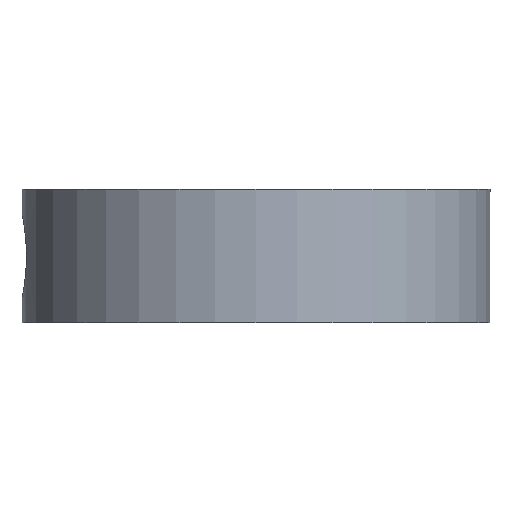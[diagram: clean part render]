
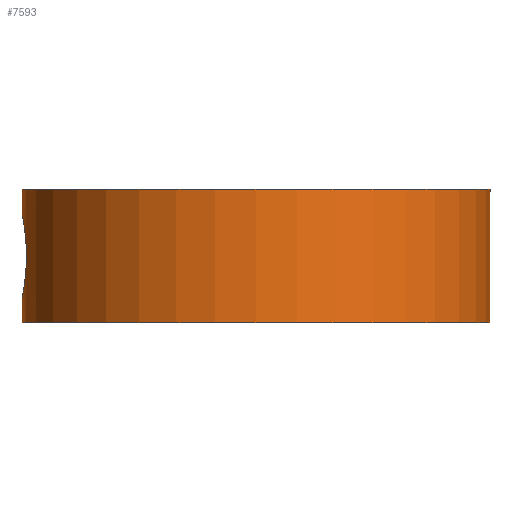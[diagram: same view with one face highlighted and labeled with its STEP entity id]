
A CAD part, left-side view. The second image highlights one B-rep face of the part: STEP entity #7593.
In plain terms, the highlighted cylindrical face has radius 8.75 mm (diameter 17.5 mm), a partial arc.
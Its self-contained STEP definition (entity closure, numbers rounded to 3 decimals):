
#123 = VERTEX_POINT ( 'NONE', #8617 ) ;
#225 = CARTESIAN_POINT ( 'NONE',  ( 0., 8.75, -2.5 ) ) ;
#408 = DIRECTION ( 'NONE',  ( 0., 0., 1. ) ) ;
#449 = CARTESIAN_POINT ( 'NONE',  ( 0., 0., -2.5 ) ) ;
#766 = LINE ( 'NONE', #225, #11286 ) ;
#948 = CARTESIAN_POINT ( 'NONE',  ( -0.22, 8.75, 1.594 ) ) ;
#1281 = CARTESIAN_POINT ( 'NONE',  ( 0., 8.75, -2.5 ) ) ;
#1414 = B_SPLINE_CURVE_WITH_KNOTS ( 'NONE', 3,
 ( #6737, #2651, #4712, #7838, #8766, #1656, #3706, #3791, #5726, #9724, #12834, #2812 ),
 .UNSPECIFIED., .F., .F.,
 ( 4, 2, 2, 2, 2, 4 ),
 ( 0.5, 0.562, 0.625, 0.656, 0.687, 0.75 ),
 .UNSPECIFIED. ) ;
#1531 = AXIS2_PLACEMENT_3D ( 'NONE', #2979, #2935, #4054 ) ;
#1656 = CARTESIAN_POINT ( 'NONE',  ( -1.109, 8.68, -1.201 ) ) ;
#1953 = CARTESIAN_POINT ( 'NONE',  ( -1.507, 8.619, 0.708 ) ) ;
#2536 = CIRCLE ( 'NONE', #1531, 8.75 ) ;
#2554 = CARTESIAN_POINT ( 'NONE',  ( 0., -8.75, 2.5 ) ) ;
#2651 = CARTESIAN_POINT ( 'NONE',  ( -1.677, 8.588, -0.209 ) ) ;
#2812 = CARTESIAN_POINT ( 'NONE',  ( 0., 8.75, -1.594 ) ) ;
#2891 = CARTESIAN_POINT ( 'NONE',  ( -1.031, 8.69, 1.274 ) ) ;
#2935 = DIRECTION ( 'NONE',  ( 0., 0., -1. ) ) ;
#2979 = CARTESIAN_POINT ( 'NONE',  ( 0., 0., 2.5 ) ) ;
#2992 = CARTESIAN_POINT ( 'NONE',  ( -1.677, 8.588, -0.002 ) ) ;
#3183 = ORIENTED_EDGE ( 'NONE', *, *, #3580, .F. ) ;
#3498 = ORIENTED_EDGE ( 'NONE', *, *, #11661, .T. ) ;
#3580 = EDGE_CURVE ( 'NONE', #11370, #4347, #9273, .T. ) ;
#3706 = CARTESIAN_POINT ( 'NONE',  ( -1.023, 8.69, -1.267 ) ) ;
#3791 = CARTESIAN_POINT ( 'NONE',  ( -0.84, 8.71, -1.383 ) ) ;
#4002 = CARTESIAN_POINT ( 'NONE',  ( -1.263, 8.659, 1.054 ) ) ;
#4054 = DIRECTION ( 'NONE',  ( 0., 1., 0. ) ) ;
#4057 = VERTEX_POINT ( 'NONE', #5168 ) ;
#4347 = VERTEX_POINT ( 'NONE', #5342 ) ;
#4440 = DIRECTION ( 'NONE',  ( 0., 0., -1. ) ) ;
#4478 = EDGE_CURVE ( 'NONE', #123, #7732, #6863, .T. ) ;
#4533 = DIRECTION ( 'NONE',  ( 0., 0., 1. ) ) ;
#4712 = CARTESIAN_POINT ( 'NONE',  ( -1.633, 8.597, -0.419 ) ) ;
#4928 = ORIENTED_EDGE ( 'NONE', *, *, #4478, .T. ) ;
#5168 = CARTESIAN_POINT ( 'NONE',  ( 0., 8.75, -1.594 ) ) ;
#5342 = CARTESIAN_POINT ( 'NONE',  ( 0., 8.75, -2.5 ) ) ;
#5726 = CARTESIAN_POINT ( 'NONE',  ( -0.744, 8.719, -1.432 ) ) ;
#5865 = ORIENTED_EDGE ( 'NONE', *, *, #9639, .T. ) ;
#5915 = CARTESIAN_POINT ( 'NONE',  ( 0., -8.75, -2.5 ) ) ;
#5968 = CYLINDRICAL_SURFACE ( 'NONE', #12656, 8.75 ) ;
#6078 = CARTESIAN_POINT ( 'NONE',  ( -1.334, 8.648, 0.973 ) ) ;
#6418 = DIRECTION ( 'NONE',  ( 0., 0., 1. ) ) ;
#6708 = ORIENTED_EDGE ( 'NONE', *, *, #11473, .T. ) ;
#6737 = CARTESIAN_POINT ( 'NONE',  ( -1.677, 8.588, -0.002 ) ) ;
#6863 = B_SPLINE_CURVE_WITH_KNOTS ( 'NONE', 3,
 ( #7042, #948, #8001, #8959, #2891, #4002, #6078, #9134, #1953, #9005, #9049, #9961 ),
 .UNSPECIFIED., .F., .F.,
 ( 4, 2, 2, 2, 2, 4 ),
 ( 0.25, 0.312, 0.375, 0.406, 0.437, 0.5 ),
 .UNSPECIFIED. ) ;
#6901 = CARTESIAN_POINT ( 'NONE',  ( 0., 8.75, 2.5 ) ) ;
#7042 = CARTESIAN_POINT ( 'NONE',  ( 0., 8.75, 1.594 ) ) ;
#7593 = ADVANCED_FACE ( 'NONE', ( #9056 ), #5968, .T. ) ;
#7732 = VERTEX_POINT ( 'NONE', #2992 ) ;
#7838 = CARTESIAN_POINT ( 'NONE',  ( -1.465, 8.627, -0.804 ) ) ;
#8001 = CARTESIAN_POINT ( 'NONE',  ( -0.44, 8.741, 1.552 ) ) ;
#8383 = AXIS2_PLACEMENT_3D ( 'NONE', #11540, #4440, #12645 ) ;
#8617 = CARTESIAN_POINT ( 'NONE',  ( 0., 8.75, 1.594 ) ) ;
#8766 = CARTESIAN_POINT ( 'NONE',  ( -1.34, 8.648, -0.98 ) ) ;
#8887 = EDGE_CURVE ( 'NONE', #123, #12487, #10511, .T. ) ;
#8959 = CARTESIAN_POINT ( 'NONE',  ( -0.845, 8.711, 1.393 ) ) ;
#9005 = CARTESIAN_POINT ( 'NONE',  ( -1.634, 8.597, 0.418 ) ) ;
#9049 = CARTESIAN_POINT ( 'NONE',  ( -1.678, 8.588, 0.206 ) ) ;
#9056 = FACE_OUTER_BOUND ( 'NONE', #9238, .T. ) ;
#9134 = CARTESIAN_POINT ( 'NONE',  ( -1.455, 8.628, 0.799 ) ) ;
#9238 = EDGE_LOOP ( 'NONE', ( #11733, #3183, #6708, #3498, #10074, #4928, #5865 ) ) ;
#9273 = CIRCLE ( 'NONE', #8383, 8.75 ) ;
#9639 = EDGE_CURVE ( 'NONE', #7732, #4057, #1414, .T. ) ;
#9724 = CARTESIAN_POINT ( 'NONE',  ( -0.44, 8.741, -1.552 ) ) ;
#9961 = CARTESIAN_POINT ( 'NONE',  ( -1.677, 8.588, -0.002 ) ) ;
#10055 = EDGE_CURVE ( 'NONE', #4347, #4057, #766, .T. ) ;
#10074 = ORIENTED_EDGE ( 'NONE', *, *, #8887, .F. ) ;
#10511 = LINE ( 'NONE', #1281, #13042 ) ;
#10589 = DIRECTION ( 'NONE',  ( 0., 0., 1. ) ) ;
#10952 = VERTEX_POINT ( 'NONE', #2554 ) ;
#11286 = VECTOR ( 'NONE', #4533, 1000. ) ;
#11370 = VERTEX_POINT ( 'NONE', #12732 ) ;
#11473 = EDGE_CURVE ( 'NONE', #11370, #10952, #12027, .T. ) ;
#11540 = CARTESIAN_POINT ( 'NONE',  ( 0., 0., -2.5 ) ) ;
#11661 = EDGE_CURVE ( 'NONE', #10952, #12487, #2536, .T. ) ;
#11733 = ORIENTED_EDGE ( 'NONE', *, *, #10055, .F. ) ;
#11861 = DIRECTION ( 'NONE',  ( 0., -1., 0. ) ) ;
#12027 = LINE ( 'NONE', #5915, #12985 ) ;
#12487 = VERTEX_POINT ( 'NONE', #6901 ) ;
#12645 = DIRECTION ( 'NONE',  ( 0., 1., 0. ) ) ;
#12656 = AXIS2_PLACEMENT_3D ( 'NONE', #449, #408, #11861 ) ;
#12732 = CARTESIAN_POINT ( 'NONE',  ( 0., -8.75, -2.5 ) ) ;
#12834 = CARTESIAN_POINT ( 'NONE',  ( -0.221, 8.75, -1.594 ) ) ;
#12985 = VECTOR ( 'NONE', #10589, 1000. ) ;
#13042 = VECTOR ( 'NONE', #6418, 1000. ) ;
